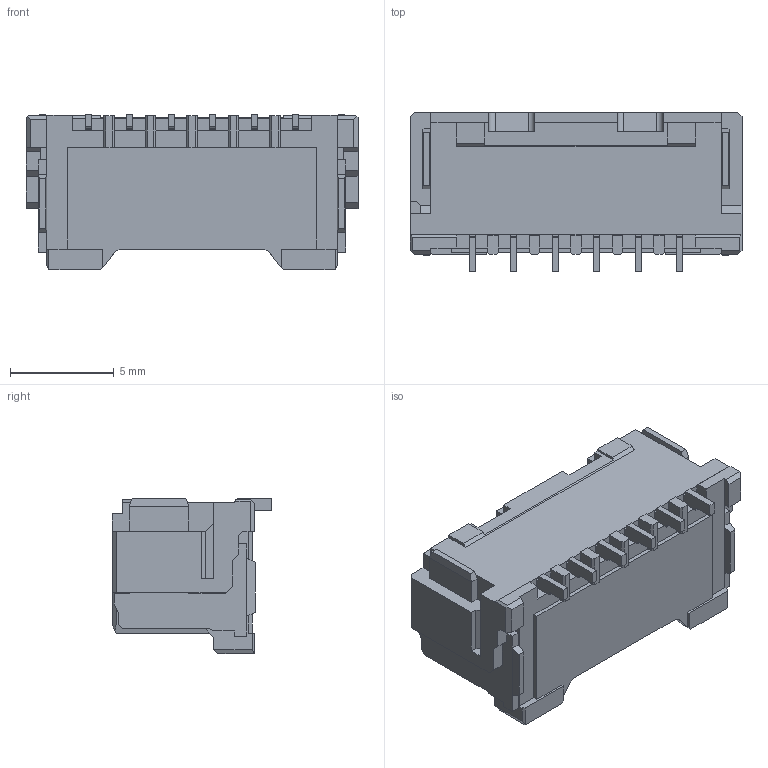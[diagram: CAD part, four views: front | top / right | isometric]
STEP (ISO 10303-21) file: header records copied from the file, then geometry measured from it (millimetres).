
FILE_DESCRIPTION((''),'2;1');
FILE_NAME('5024430670','2018-03-15T',('ksrinivasara'),(''),'PRO/ENGINEER BY PARAMETRIC TECHNOLOGY CORPORATION, 2012310','PRO/ENGINEER BY PARAMETRIC TECHNOLOGY CORPORATION, 2012310','');
FILE_SCHEMA(('CONFIG_CONTROL_DESIGN'));
Length unit declared in the file: millimetre
Products named in the file (1): 5024430670
Bounding box: 16 x 7.7 x 7.5 mm (x, y, z)
Volume: 369.4 mm3; surface area: 872.5 mm2
Topology: 1 solids, 1 shells, 499 faces, 1479 edges, 971 vertices
Faces by surface type: plane 449, cylinder 48, cone 2
Entity records: 16385 total; most frequent: CARTESIAN_POINT 3005, ORIENTED_EDGE 2894, DIRECTION 2543, EDGE_CURVE 1447, VECTOR 1371, LINE 1371, VERTEX_POINT 939, AXIS2_PLACEMENT_3D 586
